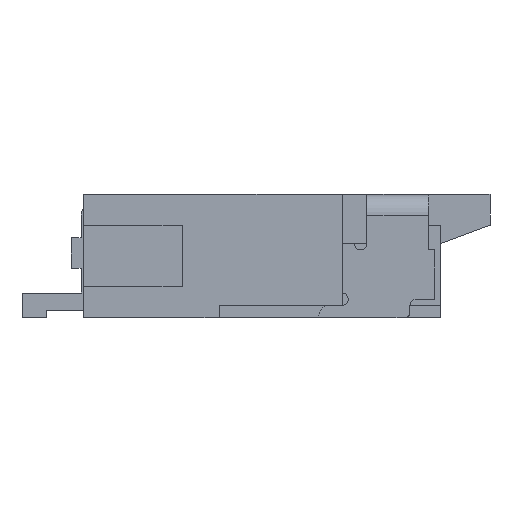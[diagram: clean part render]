
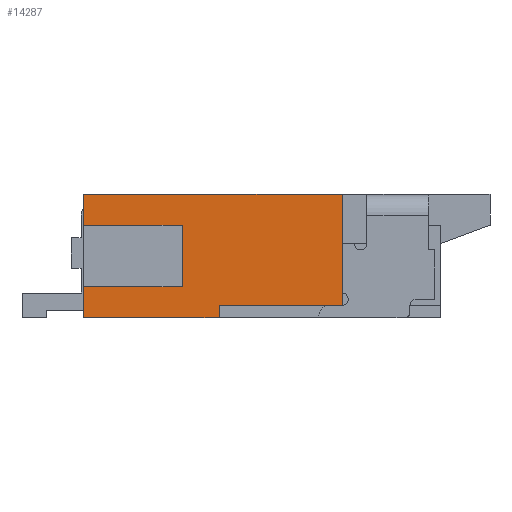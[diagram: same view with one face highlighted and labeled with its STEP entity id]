
A CAD part, left-side view. The second image highlights one B-rep face of the part: STEP entity #14287.
In plain terms, the highlighted planar face has unit normal (-1, 0, 0).
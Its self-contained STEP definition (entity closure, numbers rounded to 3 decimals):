
#683=PLANE('',#15201);
#1287=FACE_OUTER_BOUND('',#2002,.T.);
#2002=EDGE_LOOP('',(#11683,#11684,#11685,#11686,#11687,#11688,#11689,#11690,
#11691,#11692));
#3136=LINE('',#20813,#4801);
#3300=LINE('',#21430,#4965);
#3504=LINE('',#21827,#5169);
#3505=LINE('',#21829,#5170);
#3506=LINE('',#21831,#5171);
#3507=LINE('',#21833,#5172);
#3508=LINE('',#21834,#5173);
#3509=LINE('',#21836,#5174);
#3510=LINE('',#21838,#5175);
#3511=LINE('',#21839,#5176);
#4801=VECTOR('',#17284,1.);
#4965=VECTOR('',#17524,1.);
#5169=VECTOR('',#17842,1.);
#5170=VECTOR('',#17843,1.);
#5171=VECTOR('',#17844,1.);
#5172=VECTOR('',#17845,1.);
#5173=VECTOR('',#17846,1.);
#5174=VECTOR('',#17847,1.);
#5175=VECTOR('',#17848,1.);
#5176=VECTOR('',#17849,1.);
#6444=VERTEX_POINT('',#20810);
#6445=VERTEX_POINT('',#20812);
#6683=VERTEX_POINT('',#21427);
#6684=VERTEX_POINT('',#21429);
#6820=VERTEX_POINT('',#21826);
#6821=VERTEX_POINT('',#21828);
#6822=VERTEX_POINT('',#21830);
#6823=VERTEX_POINT('',#21832);
#6824=VERTEX_POINT('',#21835);
#6825=VERTEX_POINT('',#21837);
#8096=EDGE_CURVE('',#6444,#6445,#3136,.T.);
#8338=EDGE_CURVE('',#6683,#6684,#3300,.T.);
#8542=EDGE_CURVE('',#6820,#6444,#3504,.T.);
#8543=EDGE_CURVE('',#6821,#6820,#3505,.T.);
#8544=EDGE_CURVE('',#6822,#6821,#3506,.T.);
#8545=EDGE_CURVE('',#6822,#6823,#3507,.T.);
#8546=EDGE_CURVE('',#6684,#6823,#3508,.T.);
#8547=EDGE_CURVE('',#6824,#6683,#3509,.T.);
#8548=EDGE_CURVE('',#6825,#6824,#3510,.T.);
#8549=EDGE_CURVE('',#6825,#6445,#3511,.T.);
#11683=ORIENTED_EDGE('',*,*,#8542,.F.);
#11684=ORIENTED_EDGE('',*,*,#8543,.F.);
#11685=ORIENTED_EDGE('',*,*,#8544,.F.);
#11686=ORIENTED_EDGE('',*,*,#8545,.T.);
#11687=ORIENTED_EDGE('',*,*,#8546,.F.);
#11688=ORIENTED_EDGE('',*,*,#8338,.F.);
#11689=ORIENTED_EDGE('',*,*,#8547,.F.);
#11690=ORIENTED_EDGE('',*,*,#8548,.F.);
#11691=ORIENTED_EDGE('',*,*,#8549,.T.);
#11692=ORIENTED_EDGE('',*,*,#8096,.F.);
#14287=ADVANCED_FACE('',(#1287),#683,.F.);
#15201=AXIS2_PLACEMENT_3D('',#21825,#17840,#17841);
#17284=DIRECTION('',(0.,-1.,0.));
#17524=DIRECTION('',(0.,1.,0.));
#17840=DIRECTION('center_axis',(1.,0.,0.));
#17841=DIRECTION('ref_axis',(0.,0.,-1.));
#17842=DIRECTION('',(0.,0.,1.));
#17843=DIRECTION('',(0.,1.,0.));
#17844=DIRECTION('',(0.,0.,1.));
#17845=DIRECTION('',(0.,1.,0.));
#17846=DIRECTION('',(0.,0.,1.));
#17847=DIRECTION('',(0.,0.,-1.));
#17848=DIRECTION('',(0.,1.,0.));
#17849=DIRECTION('',(0.,0.,1.));
#20810=CARTESIAN_POINT('',(-3.41,1.006,1.));
#20812=CARTESIAN_POINT('',(-3.41,-1.094,1.));
#20813=CARTESIAN_POINT('',(-3.41,1.006,1.));
#21427=CARTESIAN_POINT('',(-3.41,-0.094,0.));
#21429=CARTESIAN_POINT('',(-3.41,1.006,0.));
#21430=CARTESIAN_POINT('',(-3.41,1.006,0.));
#21825=CARTESIAN_POINT('Origin',(-3.41,-0.644,0.));
#21826=CARTESIAN_POINT('',(-3.41,1.006,0.75));
#21827=CARTESIAN_POINT('',(-3.41,1.006,0.));
#21828=CARTESIAN_POINT('',(-3.41,0.206,0.75));
#21829=CARTESIAN_POINT('',(-3.41,0.206,0.75));
#21830=CARTESIAN_POINT('',(-3.41,0.206,0.25));
#21831=CARTESIAN_POINT('',(-3.41,0.206,0.75));
#21832=CARTESIAN_POINT('',(-3.41,1.006,0.25));
#21833=CARTESIAN_POINT('',(-3.41,0.206,0.25));
#21834=CARTESIAN_POINT('',(-3.41,1.006,0.));
#21835=CARTESIAN_POINT('',(-3.41,-0.094,0.1));
#21836=CARTESIAN_POINT('',(-3.41,-0.094,0.1));
#21837=CARTESIAN_POINT('',(-3.41,-1.094,0.1));
#21838=CARTESIAN_POINT('',(-3.41,-1.894,0.1));
#21839=CARTESIAN_POINT('',(-3.41,-1.094,0.));
